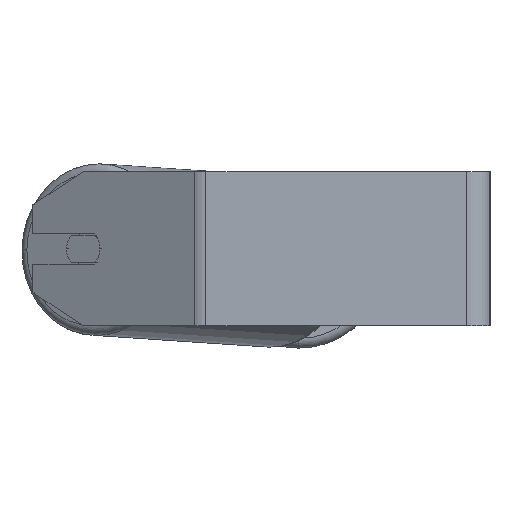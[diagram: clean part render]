
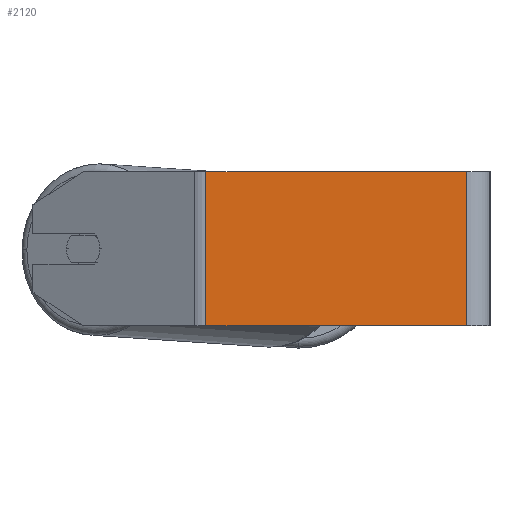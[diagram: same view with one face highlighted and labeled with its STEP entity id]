
A CAD part, left-side view. The second image highlights one B-rep face of the part: STEP entity #2120.
In plain terms, the highlighted planar face has unit normal (-1, 0, 0).
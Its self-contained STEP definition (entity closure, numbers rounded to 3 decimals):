
#349 = ORIENTED_EDGE ( 'NONE', *, *, #7630, .F. ) ;
#696 = DIRECTION ( 'NONE',  ( 0., 0., -1. ) ) ;
#1260 = CARTESIAN_POINT ( 'NONE',  ( -340., 147.145, 40. ) ) ;
#1451 = CARTESIAN_POINT ( 'NONE',  ( -340., 150.36, 40. ) ) ;
#1918 = VERTEX_POINT ( 'NONE', #4644 ) ;
#2031 = LINE ( 'NONE', #1451, #7349 ) ;
#2120 = ADVANCED_FACE ( 'NONE', ( #7577 ), #4908, .F. ) ;
#2239 = EDGE_LOOP ( 'NONE', ( #8520, #349, #3630, #5151 ) ) ;
#2473 = DIRECTION ( 'NONE',  ( 0., -1., 0. ) ) ;
#2848 = CARTESIAN_POINT ( 'NONE',  ( -340., 12., 40. ) ) ;
#3277 = CARTESIAN_POINT ( 'NONE',  ( -340., 150.36, -40. ) ) ;
#3408 = CARTESIAN_POINT ( 'NONE',  ( -340., 150.36, 40. ) ) ;
#3630 = ORIENTED_EDGE ( 'NONE', *, *, #5743, .F. ) ;
#3640 = DIRECTION ( 'NONE',  ( 0., 0., -1. ) ) ;
#3764 = AXIS2_PLACEMENT_3D ( 'NONE', #3408, #8138, #696 ) ;
#3948 = VERTEX_POINT ( 'NONE', #7017 ) ;
#4017 = VERTEX_POINT ( 'NONE', #8462 ) ;
#4644 = CARTESIAN_POINT ( 'NONE',  ( -340., 12., -40. ) ) ;
#4908 = PLANE ( 'NONE',  #3764 ) ;
#5151 = ORIENTED_EDGE ( 'NONE', *, *, #8343, .T. ) ;
#5219 = LINE ( 'NONE', #1260, #7508 ) ;
#5508 = LINE ( 'NONE', #2848, #7524 ) ;
#5601 = EDGE_CURVE ( 'NONE', #3948, #1918, #5847, .T. ) ;
#5743 = EDGE_CURVE ( 'NONE', #7318, #4017, #2031, .T. ) ;
#5847 = LINE ( 'NONE', #3277, #8043 ) ;
#6191 = CARTESIAN_POINT ( 'NONE',  ( -340., 147.145, 40. ) ) ;
#6200 = DIRECTION ( 'NONE',  ( 0., -1., 0. ) ) ;
#6725 = DIRECTION ( 'NONE',  ( 0., 0., -1. ) ) ;
#7017 = CARTESIAN_POINT ( 'NONE',  ( -340., 147.145, -40. ) ) ;
#7318 = VERTEX_POINT ( 'NONE', #6191 ) ;
#7349 = VECTOR ( 'NONE', #6200, 1000. ) ;
#7508 = VECTOR ( 'NONE', #6725, 1000. ) ;
#7524 = VECTOR ( 'NONE', #3640, 1000. ) ;
#7577 = FACE_OUTER_BOUND ( 'NONE', #2239, .T. ) ;
#7630 = EDGE_CURVE ( 'NONE', #4017, #1918, #5508, .T. ) ;
#8043 = VECTOR ( 'NONE', #2473, 1000. ) ;
#8138 = DIRECTION ( 'NONE',  ( 1., 0., 0. ) ) ;
#8343 = EDGE_CURVE ( 'NONE', #7318, #3948, #5219, .T. ) ;
#8462 = CARTESIAN_POINT ( 'NONE',  ( -340., 12., 40. ) ) ;
#8520 = ORIENTED_EDGE ( 'NONE', *, *, #5601, .T. ) ;
